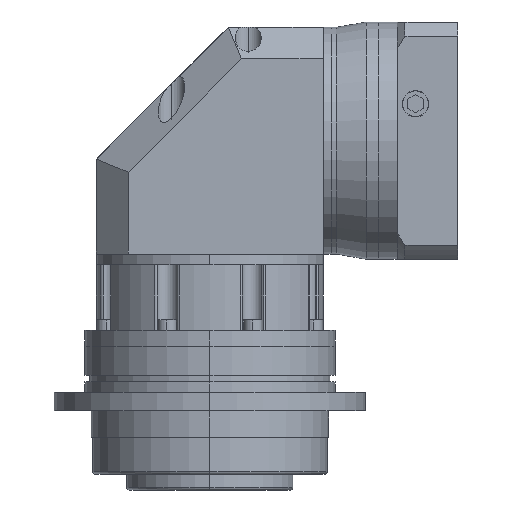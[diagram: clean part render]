
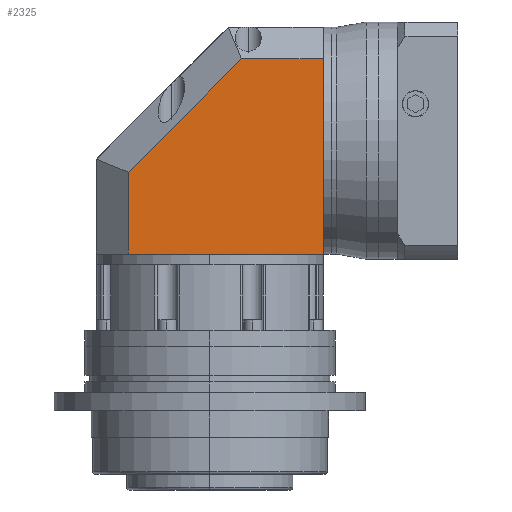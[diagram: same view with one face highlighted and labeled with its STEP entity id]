
A CAD part, left-side view. The second image highlights one B-rep face of the part: STEP entity #2325.
In plain terms, the highlighted planar face has unit normal (-1, 0, 0).
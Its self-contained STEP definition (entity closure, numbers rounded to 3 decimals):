
#321 = VERTEX_POINT ( 'NONE', #5257 ) ;
#730 = ORIENTED_EDGE ( 'NONE', *, *, #2135, .T. ) ;
#804 = LINE ( 'NONE', #2218, #3333 ) ;
#1058 = CARTESIAN_POINT ( 'NONE',  ( -43., 31., 0. ) ) ;
#1130 = CARTESIAN_POINT ( 'NONE',  ( -43., 34.515, 27.515 ) ) ;
#1260 = VECTOR ( 'NONE', #9057, 1000. ) ;
#1618 = CARTESIAN_POINT ( 'NONE',  ( -43., 0., 0. ) ) ;
#1640 = EDGE_LOOP ( 'NONE', ( #14906, #16020, #730, #2252, #3019, #4021, #1661 ) ) ;
#1661 = ORIENTED_EDGE ( 'NONE', *, *, #4102, .T. ) ;
#2135 = EDGE_CURVE ( 'NONE', #3636, #14917, #15188, .T. ) ;
#2218 = CARTESIAN_POINT ( 'NONE',  ( -43., -43., 0. ) ) ;
#2252 = ORIENTED_EDGE ( 'NONE', *, *, #14138, .T. ) ;
#2325 = ADVANCED_FACE ( 'NONE', ( #5883 ), #4780, .F. ) ;
#3019 = ORIENTED_EDGE ( 'NONE', *, *, #5993, .F. ) ;
#3226 = VERTEX_POINT ( 'NONE', #4057 ) ;
#3333 = VECTOR ( 'NONE', #12226, 1000. ) ;
#3524 = DIRECTION ( 'NONE',  ( 0., 0., -1. ) ) ;
#3636 = VERTEX_POINT ( 'NONE', #1058 ) ;
#4021 = ORIENTED_EDGE ( 'NONE', *, *, #6597, .F. ) ;
#4028 = LINE ( 'NONE', #11851, #8957 ) ;
#4057 = CARTESIAN_POINT ( 'NONE',  ( -43., 31., 31.029 ) ) ;
#4065 = CARTESIAN_POINT ( 'NONE',  ( -43., -43., 86. ) ) ;
#4102 = EDGE_CURVE ( 'NONE', #321, #11051, #4028, .T. ) ;
#4124 = VECTOR ( 'NONE', #8639, 1000. ) ;
#4605 = DIRECTION ( 'NONE',  ( 1., 0., 0. ) ) ;
#4780 = PLANE ( 'NONE',  #13274 ) ;
#4931 = VECTOR ( 'NONE', #8000, 1000. ) ;
#5163 = CARTESIAN_POINT ( 'NONE',  ( -43., 31., 86. ) ) ;
#5257 = CARTESIAN_POINT ( 'NONE',  ( -43., -43., 74. ) ) ;
#5357 = LINE ( 'NONE', #4065, #1260 ) ;
#5682 = CARTESIAN_POINT ( 'NONE',  ( -43., -43., 0. ) ) ;
#5883 = FACE_OUTER_BOUND ( 'NONE', #1640, .T. ) ;
#5993 = EDGE_CURVE ( 'NONE', #12583, #13989, #5357, .T. ) ;
#6597 = EDGE_CURVE ( 'NONE', #321, #12583, #8282, .T. ) ;
#6835 = DIRECTION ( 'NONE',  ( 0., 1., 0. ) ) ;
#6983 = EDGE_CURVE ( 'NONE', #11051, #3226, #14071, .T. ) ;
#7199 = EDGE_CURVE ( 'NONE', #3226, #3636, #13885, .T. ) ;
#8000 = DIRECTION ( 'NONE',  ( 0., 0., -1. ) ) ;
#8282 = LINE ( 'NONE', #11726, #4931 ) ;
#8361 = CARTESIAN_POINT ( 'NONE',  ( -43., -43., 86. ) ) ;
#8639 = DIRECTION ( 'NONE',  ( 0., 0.707, -0.707 ) ) ;
#8957 = VECTOR ( 'NONE', #6835, 1000. ) ;
#9057 = DIRECTION ( 'NONE',  ( 0., 0., -1. ) ) ;
#9762 = DIRECTION ( 'NONE',  ( 0., -1., 0. ) ) ;
#10599 = VECTOR ( 'NONE', #11525, 1000. ) ;
#11051 = VERTEX_POINT ( 'NONE', #15225 ) ;
#11525 = DIRECTION ( 'NONE',  ( 0., 0., -1. ) ) ;
#11726 = CARTESIAN_POINT ( 'NONE',  ( -43., -43., 86. ) ) ;
#11851 = CARTESIAN_POINT ( 'NONE',  ( -43., -43., 74. ) ) ;
#11944 = VECTOR ( 'NONE', #9762, 1000. ) ;
#12226 = DIRECTION ( 'NONE',  ( 0., -1., 0. ) ) ;
#12543 = CARTESIAN_POINT ( 'NONE',  ( -43., -43., 43. ) ) ;
#12583 = VERTEX_POINT ( 'NONE', #12543 ) ;
#13229 = CARTESIAN_POINT ( 'NONE',  ( -43., -43., 0. ) ) ;
#13274 = AXIS2_PLACEMENT_3D ( 'NONE', #8361, #4605, #3524 ) ;
#13885 = LINE ( 'NONE', #5163, #10599 ) ;
#13989 = VERTEX_POINT ( 'NONE', #5682 ) ;
#14071 = LINE ( 'NONE', #1130, #4124 ) ;
#14138 = EDGE_CURVE ( 'NONE', #14917, #13989, #804, .T. ) ;
#14906 = ORIENTED_EDGE ( 'NONE', *, *, #6983, .T. ) ;
#14917 = VERTEX_POINT ( 'NONE', #1618 ) ;
#15188 = LINE ( 'NONE', #13229, #11944 ) ;
#15225 = CARTESIAN_POINT ( 'NONE',  ( -43., -11.971, 74. ) ) ;
#16020 = ORIENTED_EDGE ( 'NONE', *, *, #7199, .T. ) ;
